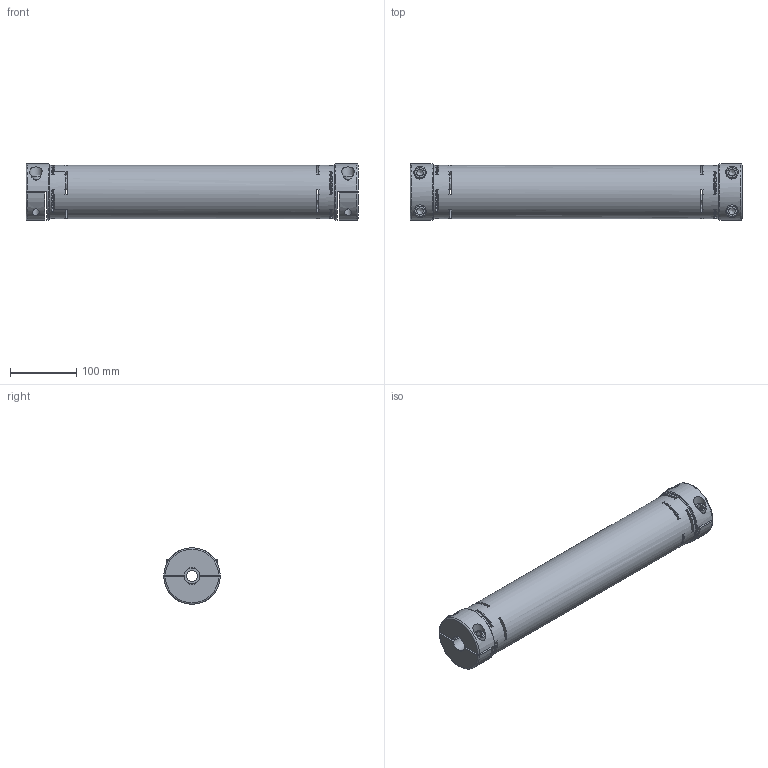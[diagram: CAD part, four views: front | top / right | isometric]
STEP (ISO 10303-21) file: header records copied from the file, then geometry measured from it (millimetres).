
FILE_DESCRIPTION( ( 'Unknown' ), '1' );
FILE_NAME( 'EKHZ 400 - L=0,5m.stp', 'Unknown', ( 'Unknown' ), ( 'Unknown' ), 'PSStep 10.1', 'Unknown', ' ' );
FILE_SCHEMA( ( 'AUTOMOTIVE_DESIGN { 1 0 10303 214 1 1 1 1 }' ) );
Length unit declared in the file: millimetre
Products named in the file (1): EKHZ 400 - halb
Bounding box: 500 x 84.99 x 85 mm (x, y, z)
Volume: 932703 mm3; surface area: 294346.7 mm2
Topology: 1 solids, 1 shells, 522 faces, 1450 edges, 930 vertices
Faces by surface type: cylinder 180, cone 148, plane 138, torus 56
Full cylindrical faces by diameter (mm): 6 x16, 10.2 x4, 12 x4, 12.5 x4, 13 x4, 16.5 x2, 18 x4, 19 x4, 24 x2, 38 x4, 49 x2, 61 x2, 74 x1, 80 x1, 85 x2
Entity records: 22360 total; most frequent: CARTESIAN_POINT 5475, ORIENTED_EDGE 2640, DIRECTION 2630, EDGE_CURVE 1320, AXIS2_PLACEMENT_3D 1155, VERTEX_POINT 892, EDGE_LOOP 680, CIRCLE 632
